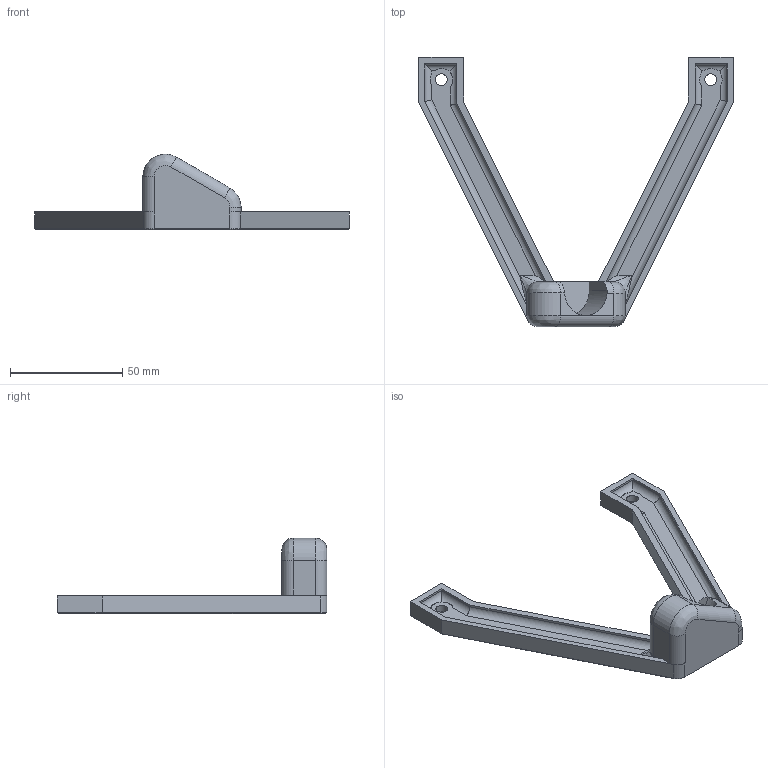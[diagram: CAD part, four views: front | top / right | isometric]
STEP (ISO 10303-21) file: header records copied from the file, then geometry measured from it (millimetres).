
FILE_DESCRIPTION(/* description */ (''),/* implementation_level */ '2;1');
FILE_NAME(/* name */ 'd300_spool_mnt_left.step',/* time_stamp */ '2017-07-21T18:27:59-04:00',/* author */ (''),/* organization */ (''),/* preprocessor_version */ 'ST-DEVELOPER v16.13',/* originating_system */ 'Autodesk Translation Framework v6.1.1.50',/* authorisation */ '');
FILE_SCHEMA (('AUTOMOTIVE_DESIGN { 1 0 10303 214 3 1 1 }'));
Length unit declared in the file: millimetre
Products named in the file (3): d300_spool_mnts v9; Component1; Component1(Mirror)
Assembly tree (2 placements, depth 2):
  d300_spool_mnts v9
    Component1
    Component1(Mirror)
Bounding box: 140 x 120 x 33.68 mm (x, y, z)
Volume: 40865.4 mm3; surface area: 18216.1 mm2
Topology: 1 solids, 1 shells, 90 faces, 224 edges, 134 vertices
Faces by surface type: plane 46, cylinder 34, bspline 6, cone 4
Full cylindrical faces by diameter (mm): 5.25 x2
Entity records: 2826 total; most frequent: CARTESIAN_POINT 644, DIRECTION 448, ORIENTED_EDGE 434, EDGE_CURVE 217, LINE 150, VECTOR 150, AXIS2_PLACEMENT_3D 149, VERTEX_POINT 133
